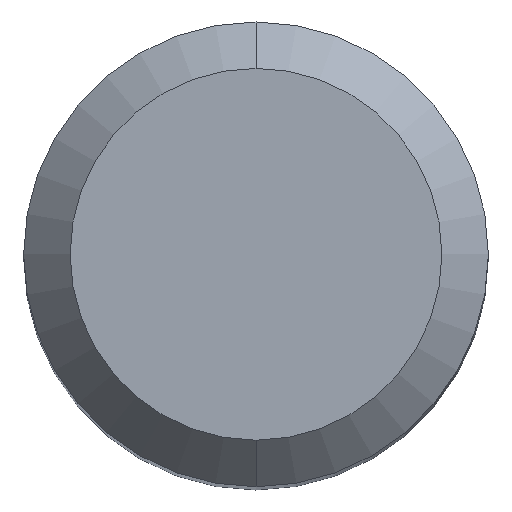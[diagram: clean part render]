
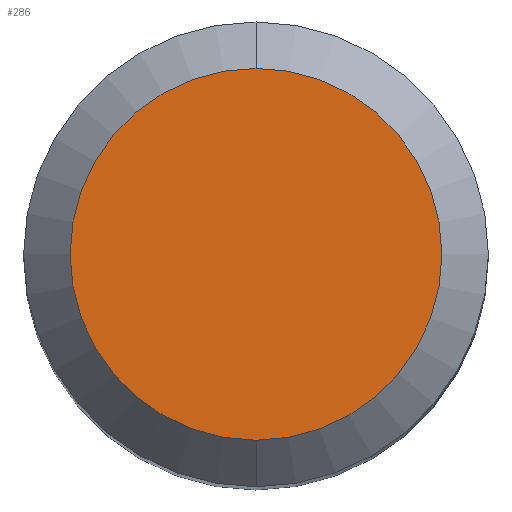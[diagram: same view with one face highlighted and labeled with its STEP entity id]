
A CAD part, top view. The second image highlights one B-rep face of the part: STEP entity #286.
In plain terms, the highlighted planar face has unit normal (0, 0, 1).
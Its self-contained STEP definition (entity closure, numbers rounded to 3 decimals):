
#23 = EDGE_CURVE ( 'NONE', #242, #471, #551, .T. ) ;
#37 = CARTESIAN_POINT ( 'NONE',  ( 0., -4., 70. ) ) ;
#40 = CIRCLE ( 'NONE', #284, 4. ) ;
#53 = DIRECTION ( 'NONE',  ( 0., 0., -1. ) ) ;
#107 = CARTESIAN_POINT ( 'NONE',  ( 0., 0., 70. ) ) ;
#152 = EDGE_CURVE ( 'NONE', #471, #242, #40, .T. ) ;
#216 = EDGE_LOOP ( 'NONE', ( #562, #388 ) ) ;
#220 = DIRECTION ( 'NONE',  ( 0., 0., -1. ) ) ;
#227 = DIRECTION ( 'NONE',  ( 0., 1., 0. ) ) ;
#242 = VERTEX_POINT ( 'NONE', #37 ) ;
#243 = CARTESIAN_POINT ( 'NONE',  ( 0., 4., 70. ) ) ;
#284 = AXIS2_PLACEMENT_3D ( 'NONE', #540, #220, #435 ) ;
#286 = ADVANCED_FACE ( 'NONE', ( #389 ), #573, .T. ) ;
#306 = DIRECTION ( 'NONE',  ( 0., 0., 1. ) ) ;
#314 = AXIS2_PLACEMENT_3D ( 'NONE', #534, #306, #532 ) ;
#388 = ORIENTED_EDGE ( 'NONE', *, *, #23, .F. ) ;
#389 = FACE_OUTER_BOUND ( 'NONE', #216, .T. ) ;
#398 = AXIS2_PLACEMENT_3D ( 'NONE', #107, #53, #227 ) ;
#435 = DIRECTION ( 'NONE',  ( 0., 1., 0. ) ) ;
#471 = VERTEX_POINT ( 'NONE', #243 ) ;
#532 = DIRECTION ( 'NONE',  ( 0., -1., 0. ) ) ;
#534 = CARTESIAN_POINT ( 'NONE',  ( 0., 0., 70. ) ) ;
#540 = CARTESIAN_POINT ( 'NONE',  ( 0., 0., 70. ) ) ;
#551 = CIRCLE ( 'NONE', #398, 4. ) ;
#562 = ORIENTED_EDGE ( 'NONE', *, *, #152, .F. ) ;
#573 = PLANE ( 'NONE',  #314 ) ;
